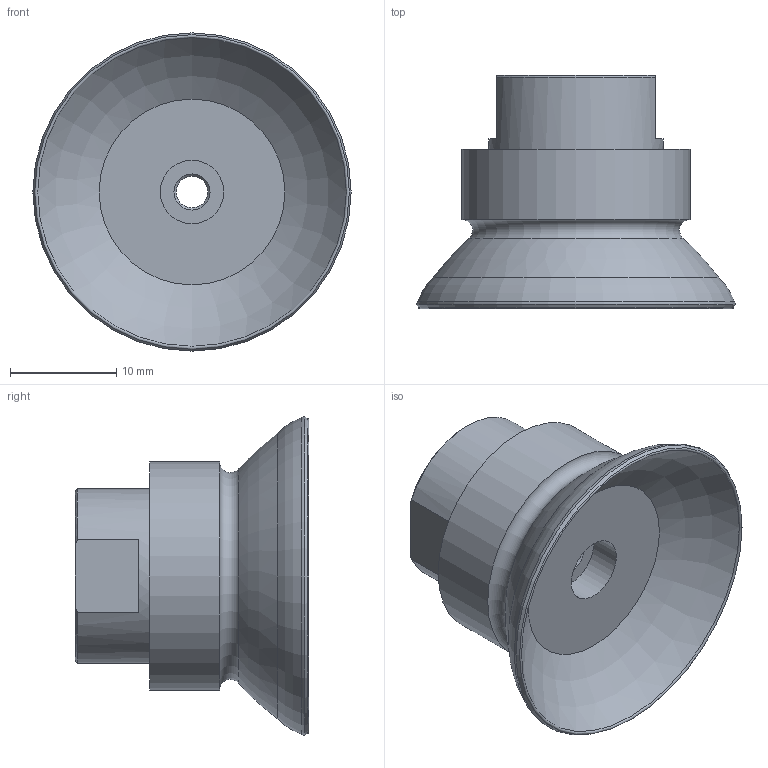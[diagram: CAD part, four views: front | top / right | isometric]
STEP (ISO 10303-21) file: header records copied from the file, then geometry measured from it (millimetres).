
FILE_DESCRIPTION(/* description */ ('STEP AP214'),/* implementation_level */ '2;1');
FILE_NAME(/* name */ '8073848_OGVM-30-G-N-G14F',/* time_stamp */ '2024-09-13T10:25:58+02:00',/* author */ ('License CC BY-ND 4.0'),/* organization */ ('CADENAS'),/* preprocessor_version */ 'ST-DEVELOPER v19.3',/* originating_system */ 'PARTsolutions',/* authorisation */ ' ');
FILE_SCHEMA (('AUTOMOTIVE_DESIGN {1 0 10303 214 3 1 1}'));
Length unit declared in the file: millimetre
Products named in the file (1): 8073848 OGVM-30-G-N-G14F---(high)
Bounding box: 30 x 22 x 30 mm (x, y, z)
Volume: 4253.3 mm3; surface area: 3314.8 mm2
Topology: 1 solids, 1 shells, 26 faces, 54 edges, 33 vertices
Faces by surface type: plane 9, cone 6, torus 6, cylinder 5
Full cylindrical faces by diameter (mm): 3 x1, 6 x1, 11.445 x1, 16.5 x1, 21.5 x1
Entity records: 636 total; most frequent: DIRECTION 112, CARTESIAN_POINT 107, ORIENTED_EDGE 74, AXIS2_PLACEMENT_3D 52, EDGE_LOOP 46, FACE_BOUND 46, EDGE_CURVE 37, VERTEX_POINT 31
